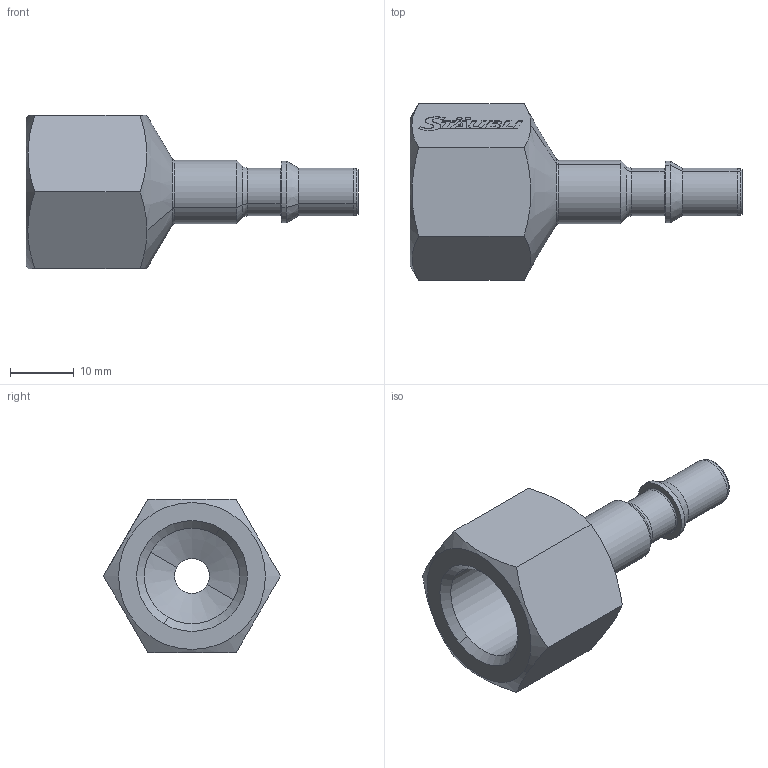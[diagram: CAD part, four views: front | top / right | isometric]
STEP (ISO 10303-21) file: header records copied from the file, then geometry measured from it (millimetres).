
FILE_DESCRIPTION (( 'STEP AP214' ), '1' );
FILE_NAME ('RBE06.6102.STEP', '2018-08-27T06:56:30', ( '' ), ( '' ), 'SwSTEP 2.0', 'SolidWorks 2018', '' );
FILE_SCHEMA (( 'AUTOMOTIVE_DESIGN' ));
Length unit declared in the file: millimetre
Products named in the file (1): RBE06.6102
Bounding box: 52 x 27.71 x 24 mm (x, y, z)
Volume: 8235.3 mm3; surface area: 4619 mm2
Topology: 1 solids, 1 shells, 393 faces, 1129 edges, 744 vertices
Faces by surface type: plane 337, cylinder 32, cone 16, bspline 8
Entity records: 17302 total; most frequent: CARTESIAN_POINT 2633, ORIENTED_EDGE 2258, DIRECTION 1971, EDGE_CURVE 1129, LINE 1023, VECTOR 1023, VERTEX_POINT 744, AXIS2_PLACEMENT_3D 474
